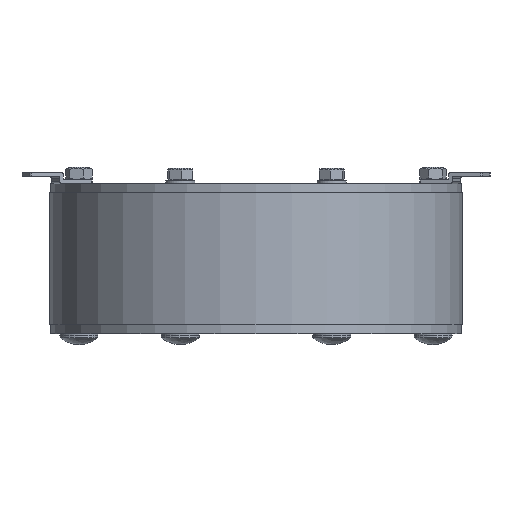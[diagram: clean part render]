
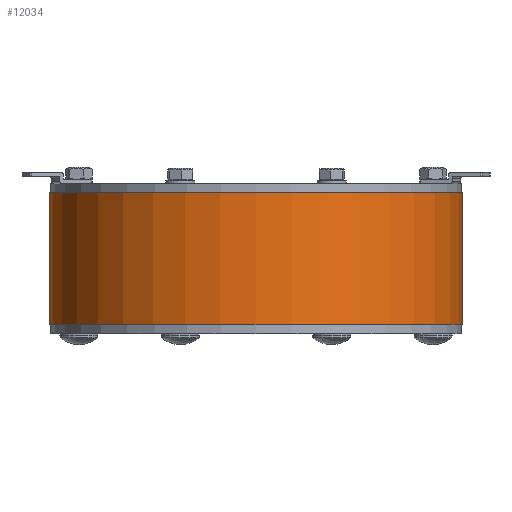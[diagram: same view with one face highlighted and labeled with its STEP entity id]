
A CAD part, front view. The second image highlights one B-rep face of the part: STEP entity #12034.
In plain terms, the highlighted cylindrical face has radius 112.5 mm (diameter 225 mm), a partial arc.
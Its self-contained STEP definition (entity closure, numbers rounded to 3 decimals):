
#917=CIRCLE('',#12760,112.5);
#918=CIRCLE('',#12761,112.5);
#1077=CYLINDRICAL_SURFACE('',#12759,112.5);
#1155=FACE_OUTER_BOUND('',#1856,.T.);
#1856=EDGE_LOOP('',(#8068,#8069,#8070,#8071));
#2659=LINE('',#16180,#3881);
#2665=LINE('',#16192,#3887);
#3881=VECTOR('',#13493,72.);
#3887=VECTOR('',#13501,72.);
#5102=VERTEX_POINT('',#16176);
#5104=VERTEX_POINT('',#16179);
#5107=VERTEX_POINT('',#16186);
#5109=VERTEX_POINT('',#16190);
#6291=EDGE_CURVE('',#5104,#5102,#2659,.T.);
#6297=EDGE_CURVE('',#5107,#5109,#2665,.T.);
#6298=EDGE_CURVE('',#5104,#5109,#917,.T.);
#6299=EDGE_CURVE('',#5107,#5102,#918,.T.);
#8068=ORIENTED_EDGE('',*,*,#6297,.T.);
#8069=ORIENTED_EDGE('',*,*,#6298,.F.);
#8070=ORIENTED_EDGE('',*,*,#6291,.T.);
#8071=ORIENTED_EDGE('',*,*,#6299,.F.);
#12034=ADVANCED_FACE('',(#1155),#1077,.T.);
#12759=AXIS2_PLACEMENT_3D('',#16193,#13502,#13503);
#12760=AXIS2_PLACEMENT_3D('',#16194,#13504,#13505);
#12761=AXIS2_PLACEMENT_3D('',#16195,#13506,#13507);
#13493=DIRECTION('',(0.,0.,1.));
#13501=DIRECTION('',(0.,0.,-1.));
#13502=DIRECTION('center_axis',(0.,0.,1.));
#13503=DIRECTION('ref_axis',(-1.,0.004,0.));
#13504=DIRECTION('center_axis',(0.,0.,-1.));
#13505=DIRECTION('ref_axis',(-1.,0.004,0.));
#13506=DIRECTION('center_axis',(0.,0.,1.));
#13507=DIRECTION('ref_axis',(-1.,0.004,0.));
#16176=CARTESIAN_POINT('',(-112.5,0.,72.));
#16179=CARTESIAN_POINT('',(-112.5,0.,0.));
#16180=CARTESIAN_POINT('',(-112.5,0.,0.));
#16186=CARTESIAN_POINT('',(112.5,0.,72.));
#16190=CARTESIAN_POINT('',(112.5,0.,0.));
#16192=CARTESIAN_POINT('',(112.5,0.,0.));
#16193=CARTESIAN_POINT('Origin',(0.,0.,0.));
#16194=CARTESIAN_POINT('Origin',(0.,0.,0.));
#16195=CARTESIAN_POINT('Origin',(0.,0.,72.));
